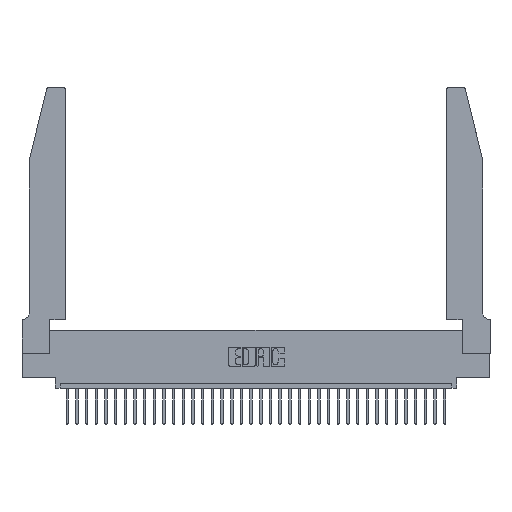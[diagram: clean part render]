
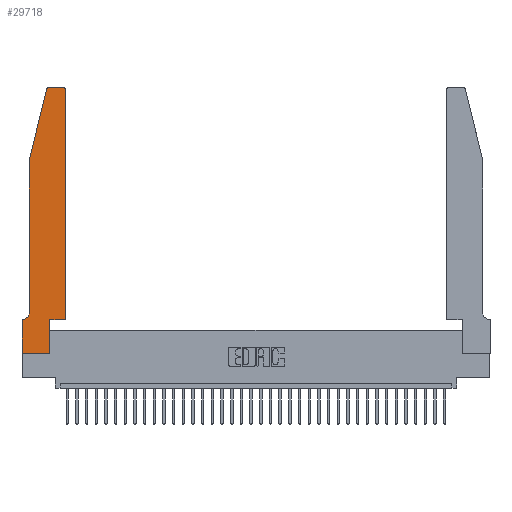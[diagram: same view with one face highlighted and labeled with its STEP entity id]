
A CAD part, top view. The second image highlights one B-rep face of the part: STEP entity #29718.
In plain terms, the highlighted planar face has unit normal (0, 0, 1).
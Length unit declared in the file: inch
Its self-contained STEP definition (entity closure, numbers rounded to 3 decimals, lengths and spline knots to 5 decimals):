
#178 = LINE ( 'NONE', #24002, #6561 ) ;
#943 = ORIENTED_EDGE ( 'NONE', *, *, #33413, .T. ) ;
#1253 = DIRECTION ( 'NONE',  ( 0., -1., 0. ) ) ;
#1312 = EDGE_CURVE ( 'NONE', #11150, #17625, #12817, .T. ) ;
#1345 = CARTESIAN_POINT ( 'NONE',  ( 0.0055, 0.35, 0.37 ) ) ;
#2124 = DIRECTION ( 'NONE',  ( 0., 0., 1. ) ) ;
#2746 = DIRECTION ( 'NONE',  ( -1., 0., 0. ) ) ;
#2757 = DIRECTION ( 'NONE',  ( -0.239, -0.971, 0. ) ) ;
#3025 = VECTOR ( 'NONE', #18302, 39.37008 ) ;
#3361 = CARTESIAN_POINT ( 'NONE',  ( 0.2865, 0.35, 0.37 ) ) ;
#3525 = DIRECTION ( 'NONE',  ( 0., 0., -1. ) ) ;
#4196 = CARTESIAN_POINT ( 'NONE',  ( 0.0755, 2., 0.37 ) ) ;
#4199 = EDGE_CURVE ( 'NONE', #17625, #15619, #10871, .T. ) ;
#4800 = LINE ( 'NONE', #30162, #11252 ) ;
#5603 = DIRECTION ( 'NONE',  ( 0., 1., 0. ) ) ;
#6561 = VECTOR ( 'NONE', #2757, 39.37008 ) ;
#6798 = CARTESIAN_POINT ( 'NONE',  ( 0.284, 2.72, 0.37 ) ) ;
#7226 = EDGE_CURVE ( 'NONE', #16501, #9635, #19153, .T. ) ;
#7537 = CARTESIAN_POINT ( 'NONE',  ( 0.4505, 0.35, 0.37 ) ) ;
#7909 = CARTESIAN_POINT ( 'NONE',  ( 0.2865, 0., 0.37 ) ) ;
#8597 = VECTOR ( 'NONE', #5603, 39.37008 ) ;
#9635 = VERTEX_POINT ( 'NONE', #13406 ) ;
#9939 = ORIENTED_EDGE ( 'NONE', *, *, #22735, .T. ) ;
#9960 = VERTEX_POINT ( 'NONE', #12246 ) ;
#10871 = LINE ( 'NONE', #28604, #27375 ) ;
#11039 = CIRCLE ( 'NONE', #13360, 0.03 ) ;
#11150 = VERTEX_POINT ( 'NONE', #1345 ) ;
#11252 = VECTOR ( 'NONE', #32887, 39.37008 ) ;
#11380 = CARTESIAN_POINT ( 'NONE',  ( 0.284, 2.75, 0.37 ) ) ;
#11426 = VERTEX_POINT ( 'NONE', #16628 ) ;
#11472 = CARTESIAN_POINT ( 'NONE',  ( 0., 0.35, 0.37 ) ) ;
#12087 = DIRECTION ( 'NONE',  ( 0., 0., 1. ) ) ;
#12246 = CARTESIAN_POINT ( 'NONE',  ( 0.4505, 2.72, 0.37 ) ) ;
#12261 = EDGE_CURVE ( 'NONE', #9960, #11426, #11039, .T. ) ;
#12441 = ORIENTED_EDGE ( 'NONE', *, *, #1312, .T. ) ;
#12817 = LINE ( 'NONE', #18728, #20877 ) ;
#12910 = CARTESIAN_POINT ( 'NONE',  ( 0.0755, 2., 0.37 ) ) ;
#13185 = DIRECTION ( 'NONE',  ( 0., 1., 0. ) ) ;
#13360 = AXIS2_PLACEMENT_3D ( 'NONE', #22852, #31062, #17052 ) ;
#13406 = CARTESIAN_POINT ( 'NONE',  ( 0.4505, 0.35, 0.37 ) ) ;
#13617 = EDGE_CURVE ( 'NONE', #34161, #27834, #20369, .T. ) ;
#14211 = CARTESIAN_POINT ( 'NONE',  ( 0.0055, 0.42, 0.37 ) ) ;
#14615 = LINE ( 'NONE', #23655, #3025 ) ;
#15449 = EDGE_CURVE ( 'NONE', #27834, #11150, #20255, .T. ) ;
#15619 = VERTEX_POINT ( 'NONE', #15948 ) ;
#15737 = PLANE ( 'NONE',  #32116 ) ;
#15948 = CARTESIAN_POINT ( 'NONE',  ( 0., 0., 0.37 ) ) ;
#16007 = EDGE_CURVE ( 'NONE', #28495, #34161, #178, .T. ) ;
#16501 = VERTEX_POINT ( 'NONE', #3361 ) ;
#16628 = CARTESIAN_POINT ( 'NONE',  ( 0.4205, 2.75, 0.37 ) ) ;
#16957 = VECTOR ( 'NONE', #31602, 39.37008 ) ;
#17052 = DIRECTION ( 'NONE',  ( 1., 0., 0. ) ) ;
#17082 = CARTESIAN_POINT ( 'NONE',  ( 0.25487, 2.72718, 0.37 ) ) ;
#17461 = CARTESIAN_POINT ( 'NONE',  ( 0.4505, 0.35, 0.37 ) ) ;
#17625 = VERTEX_POINT ( 'NONE', #11472 ) ;
#18206 = ORIENTED_EDGE ( 'NONE', *, *, #12261, .T. ) ;
#18302 = DIRECTION ( 'NONE',  ( -1., 0., 0. ) ) ;
#18728 = CARTESIAN_POINT ( 'NONE',  ( 0.0755, 0.35, 0.37 ) ) ;
#19153 = LINE ( 'NONE', #17461, #28069 ) ;
#20255 = CIRCLE ( 'NONE', #30407, 0.07 ) ;
#20369 = LINE ( 'NONE', #4196, #16957 ) ;
#20877 = VECTOR ( 'NONE', #2746, 39.37008 ) ;
#22108 = CARTESIAN_POINT ( 'NONE',  ( 0.0755, 0.42, 0.37 ) ) ;
#22114 = VERTEX_POINT ( 'NONE', #11380 ) ;
#22735 = EDGE_CURVE ( 'NONE', #15619, #35282, #4800, .T. ) ;
#22852 = CARTESIAN_POINT ( 'NONE',  ( 0.4205, 2.72, 0.37 ) ) ;
#22860 = ORIENTED_EDGE ( 'NONE', *, *, #26469, .T. ) ;
#23655 = CARTESIAN_POINT ( 'NONE',  ( 0.2605, 2.75, 0.37 ) ) ;
#23757 = ORIENTED_EDGE ( 'NONE', *, *, #13617, .T. ) ;
#23811 = LINE ( 'NONE', #7537, #33119 ) ;
#23913 = CARTESIAN_POINT ( 'NONE',  ( 0., 0.35, 0.37 ) ) ;
#24002 = CARTESIAN_POINT ( 'NONE',  ( 0.0755, 2., 0.37 ) ) ;
#24092 = EDGE_LOOP ( 'NONE', ( #22860, #943, #35035, #23757, #32922, #12441, #25241, #9939, #25130, #29870, #34255, #18206 ) ) ;
#24126 = DIRECTION ( 'NONE',  ( 1., 0., 0. ) ) ;
#24514 = FACE_OUTER_BOUND ( 'NONE', #24092, .T. ) ;
#25130 = ORIENTED_EDGE ( 'NONE', *, *, #32982, .T. ) ;
#25241 = ORIENTED_EDGE ( 'NONE', *, *, #4199, .T. ) ;
#25554 = CIRCLE ( 'NONE', #32607, 0.03 ) ;
#26469 = EDGE_CURVE ( 'NONE', #11426, #22114, #14615, .T. ) ;
#27375 = VECTOR ( 'NONE', #1253, 39.37008 ) ;
#27691 = DIRECTION ( 'NONE',  ( -1., 0., 0. ) ) ;
#27834 = VERTEX_POINT ( 'NONE', #22108 ) ;
#28069 = VECTOR ( 'NONE', #30657, 39.37008 ) ;
#28495 = VERTEX_POINT ( 'NONE', #17082 ) ;
#28572 = LINE ( 'NONE', #34105, #8597 ) ;
#28604 = CARTESIAN_POINT ( 'NONE',  ( 0., 0., 0.37 ) ) ;
#29718 = ADVANCED_FACE ( 'NONE', ( #24514 ), #15737, .T. ) ;
#29870 = ORIENTED_EDGE ( 'NONE', *, *, #7226, .T. ) ;
#30162 = CARTESIAN_POINT ( 'NONE',  ( 0., 0., 0.37 ) ) ;
#30407 = AXIS2_PLACEMENT_3D ( 'NONE', #14211, #3525, #27691 ) ;
#30657 = DIRECTION ( 'NONE',  ( 1., 0., 0. ) ) ;
#31062 = DIRECTION ( 'NONE',  ( 0., 0., 1. ) ) ;
#31085 = DIRECTION ( 'NONE',  ( 1., 0., 0. ) ) ;
#31602 = DIRECTION ( 'NONE',  ( 0., -1., 0. ) ) ;
#32116 = AXIS2_PLACEMENT_3D ( 'NONE', #23913, #2124, #24126 ) ;
#32607 = AXIS2_PLACEMENT_3D ( 'NONE', #6798, #12087, #31085 ) ;
#32887 = DIRECTION ( 'NONE',  ( 1., 0., 0. ) ) ;
#32922 = ORIENTED_EDGE ( 'NONE', *, *, #15449, .T. ) ;
#32982 = EDGE_CURVE ( 'NONE', #35282, #16501, #28572, .T. ) ;
#33119 = VECTOR ( 'NONE', #13185, 39.37008 ) ;
#33413 = EDGE_CURVE ( 'NONE', #22114, #28495, #25554, .T. ) ;
#34105 = CARTESIAN_POINT ( 'NONE',  ( 0.2865, 0.35, 0.37 ) ) ;
#34161 = VERTEX_POINT ( 'NONE', #12910 ) ;
#34255 = ORIENTED_EDGE ( 'NONE', *, *, #34674, .T. ) ;
#34674 = EDGE_CURVE ( 'NONE', #9635, #9960, #23811, .T. ) ;
#35035 = ORIENTED_EDGE ( 'NONE', *, *, #16007, .T. ) ;
#35282 = VERTEX_POINT ( 'NONE', #7909 ) ;
